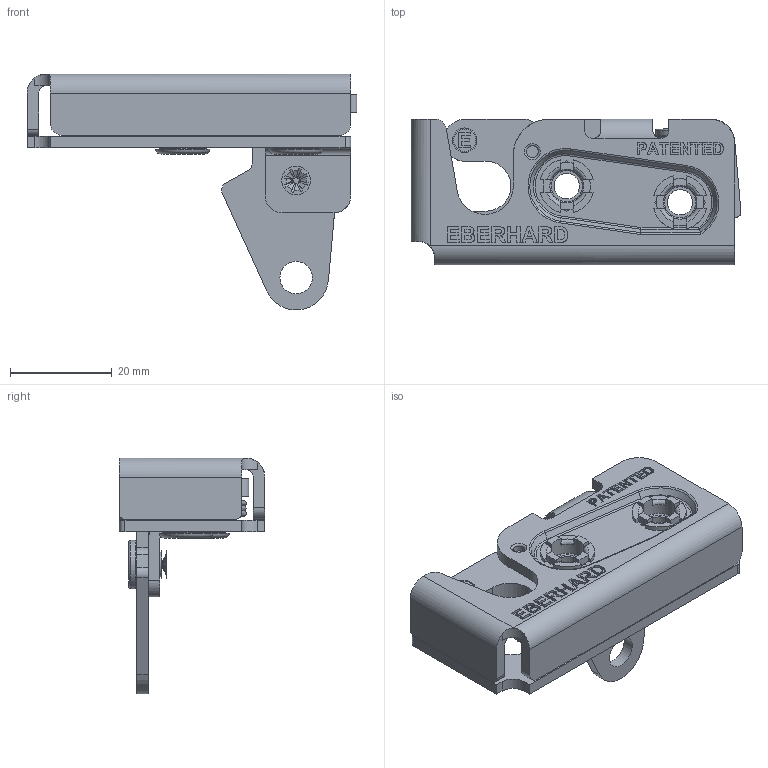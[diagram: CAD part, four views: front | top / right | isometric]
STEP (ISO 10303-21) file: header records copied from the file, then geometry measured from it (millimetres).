
FILE_DESCRIPTION(/* description */ (''),/* implementation_level */ '2;1');
FILE_NAME(/* name */ '241-SS R_1_31_2022.stp',/* time_stamp */ '2022-01-31T11:44:24-05:00',/* author */ ('DKOEGLE'),/* organization */ ('Eberhard Manufacturing Company'),/* preprocessor_version */ 'ST-DEVELOPER v18.1',/* originating_system */ 'Autodesk Inventor 2020',/* authorisation */ '');
FILE_SCHEMA (('AUTOMOTIVE_DESIGN { 1 0 10303 214 3 1 1 }'));
Length unit declared in the file: inch
Products named in the file (1): 241-SS R_Shrinkwrap_1
Bounding box: 64.7 x 28.58 x 46.23 mm (x, y, z)
Volume: 14712 mm3; surface area: 15751.6 mm2
Topology: 1 solids, 1 shells, 653 faces, 1786 edges, 1177 vertices
Faces by surface type: plane 407, cylinder 128, bspline 82, torus 27, cone 9
Full cylindrical faces by diameter (mm): 1.016 x3, 2.337 x1, 3.175 x1, 4.318 x2, 4.826 x3, 4.978 x2, 5.207 x1, 6.35 x1, 6.629 x4, 8.42 x4, 9.525 x1, 11.112 x2, 11.367 x2, 12.7 x2
Entity records: 24223 total; most frequent: CARTESIAN_POINT 7149, ORIENTED_EDGE 3572, DIRECTION 3113, EDGE_CURVE 1786, LINE 1211, VECTOR 1211, VERTEX_POINT 1177, AXIS2_PLACEMENT_3D 951
